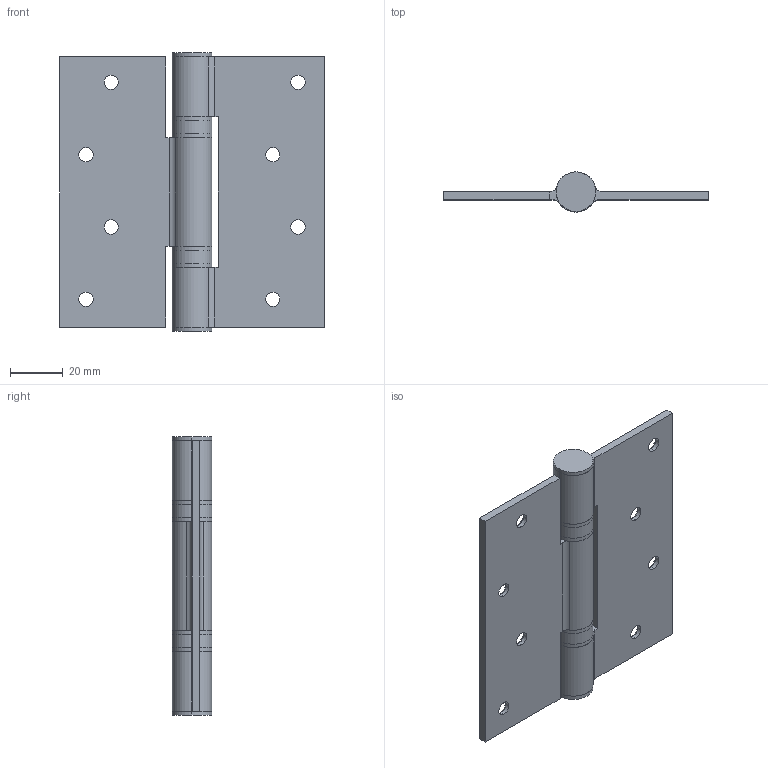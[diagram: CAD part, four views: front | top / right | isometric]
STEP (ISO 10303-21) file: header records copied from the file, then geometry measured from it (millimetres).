
FILE_DESCRIPTION (( 'STEP AP203' ), '1' );
FILE_NAME ('B-214-0.STEP', '2011-10-11T02:26:21', ( '' ), ( '' ), 'SwSTEP 2.0', 'SolidWorks 2011', '' );
FILE_SCHEMA (( 'CONFIG_CONTROL_DESIGN' ));
Length unit declared in the file: millimetre
Products named in the file (7): B-214-0樹脂キャップ_; B-214-0樹脂カラー_; B-214-0樹脂ブッシュ_; B-214-0羽根A_; B-214-0羽根B_; B-214-0; B-214-0ピン_
Assembly tree (11 placements, depth 2):
  B-214-0
    B-214-0樹脂カラー_  x2
    B-214-0羽根B_
    B-214-0樹脂ブッシュ_  x4
    B-214-0羽根A_
    B-214-0樹脂キャップ_  x2
    B-214-0ピン_
Bounding box: 100 x 15 x 105 mm (x, y, z)
Volume: 41751.4 mm3; surface area: 33441.6 mm2
Topology: 11 solids, 11 shells, 153 faces, 337 edges, 218 vertices
Faces by surface type: cylinder 86, plane 47, cone 20
Entity records: 3950 total; most frequent: DIRECTION 609, CARTESIAN_POINT 513, ORIENTED_EDGE 482, AXIS2_PLACEMENT_3D 250, EDGE_CURVE 241, VERTEX_POINT 154, EDGE_LOOP 135, CIRCLE 132
